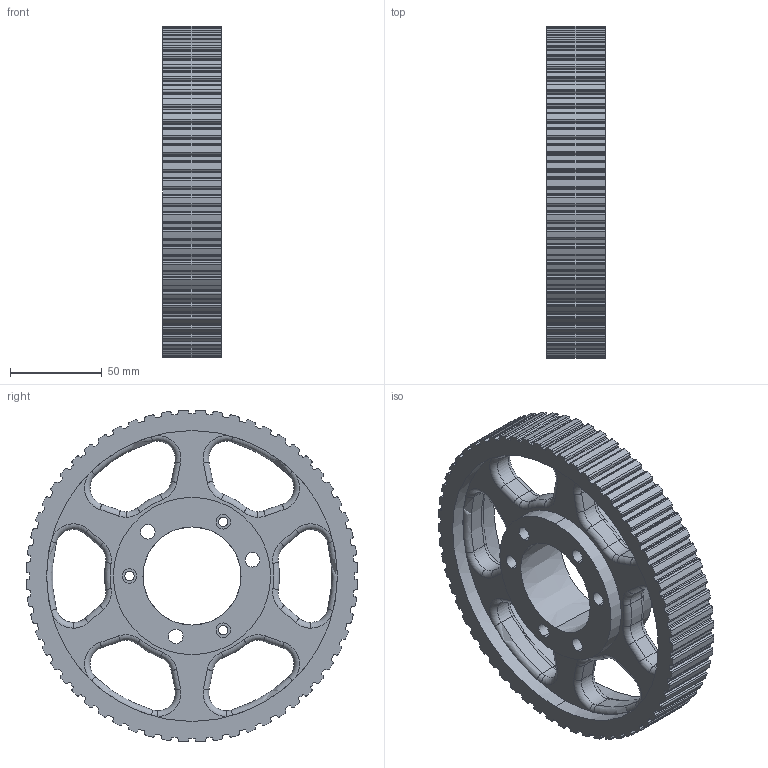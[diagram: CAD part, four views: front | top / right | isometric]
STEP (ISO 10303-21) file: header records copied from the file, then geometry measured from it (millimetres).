
FILE_DESCRIPTION (( 'STEP AP214' ), '1' );
FILE_NAME ('SQD60L100AF-SD.step', '2015-04-14T20:54:02', ( '' ), ( '' ), 'SwSTEP 2.0', 'SolidWorks 2014', '' );
FILE_SCHEMA (( 'AUTOMOTIVE_DESIGN' ));
Length unit declared in the file: inch
Products named in the file (1): SQD60L100AF-SD
Bounding box: 31.75 x 181.13 x 181.13 mm (x, y, z)
Volume: 370161.3 mm3; surface area: 86204.8 mm2
Topology: 1 solids, 1 shells, 725 faces, 2046 edges, 1330 vertices
Faces by surface type: cylinder 438, plane 201, torus 84, cone 2
Entity records: 23926 total; most frequent: DIRECTION 4528, CARTESIAN_POINT 4102, ORIENTED_EDGE 4092, EDGE_CURVE 2046, AXIS2_PLACEMENT_3D 1756, VERTEX_POINT 1330, CIRCLE 1030, LINE 1016
